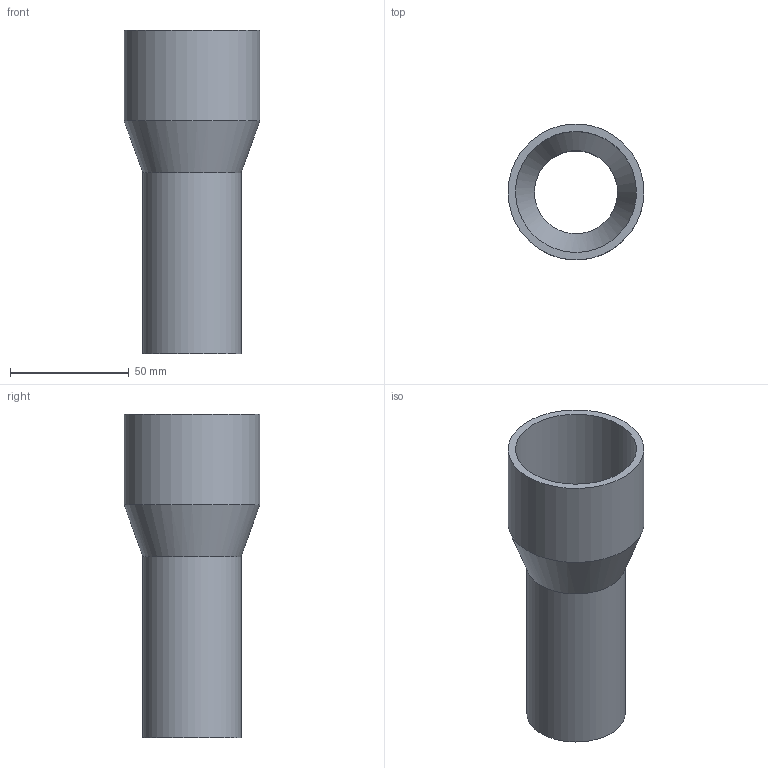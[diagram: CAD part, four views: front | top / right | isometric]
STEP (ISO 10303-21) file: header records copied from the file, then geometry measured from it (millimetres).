
FILE_DESCRIPTION((('zoo.dev export')), '2;1');
FILE_NAME('dump.step', '1970-01-01T00:00:00.0+00:00', ('Author unknown'), ('Organization unknown'), 'zoo.dev beta', 'zoo.dev', 'Authorization unknown');
FILE_SCHEMA(('AP203_CONFIGURATION_CONTROLLED_3D_DESIGN_OF_MECHANICAL_PARTS_AND_ASSEMBLIES_MIM_LF'));
Length unit declared in the file: metre
Products named in the file (1): UNIDENTIFIED_PRODUCT
Bounding box: 57.15 x 56.99 x 136.11 mm (x, y, z)
Volume: 59709.9 mm3; surface area: 38861.8 mm2
Topology: 1 solids, 1 shells, 8 faces, 16 edges, 8 vertices
Faces by surface type: bspline 6, plane 2
Entity records: 320 total; most frequent: CARTESIAN_POINT 198, ORIENTED_EDGE 32, EDGE_CURVE 16, DIRECTION 10, VERTEX_POINT 8, VECTOR 8, LINE 8, EDGE_LOOP 8
